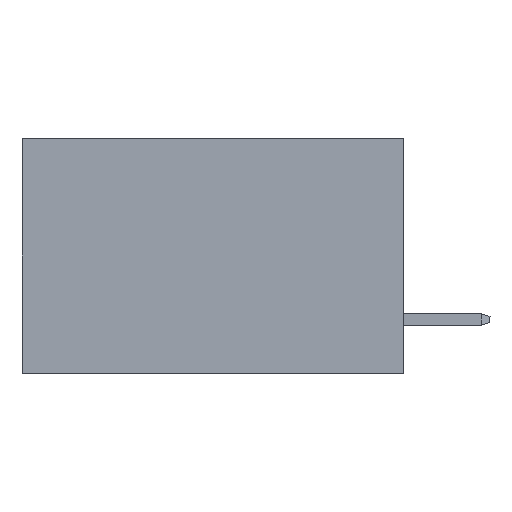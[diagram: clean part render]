
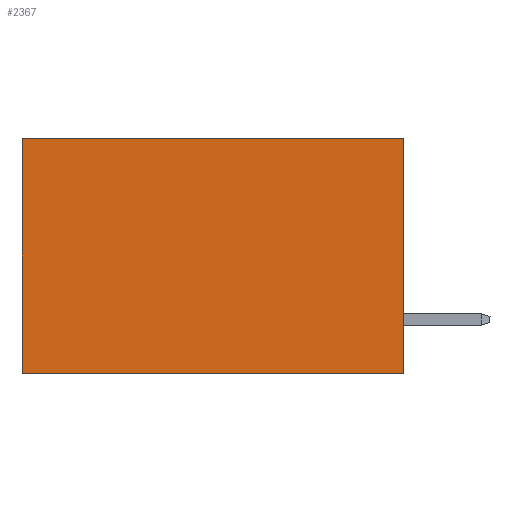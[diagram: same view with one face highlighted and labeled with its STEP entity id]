
A CAD part, left-side view. The second image highlights one B-rep face of the part: STEP entity #2367.
In plain terms, the highlighted planar face has unit normal (-1, 0, 0).
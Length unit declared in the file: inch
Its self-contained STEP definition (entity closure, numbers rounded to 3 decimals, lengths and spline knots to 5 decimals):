
#867 = ORIENTED_EDGE ( 'NONE', *, *, #5761, .T. ) ;
#987 = DIRECTION ( 'NONE',  ( 0., 1., 0. ) ) ;
#1104 = EDGE_LOOP ( 'NONE', ( #3622, #7329, #3759, #867 ) ) ;
#1362 = FACE_OUTER_BOUND ( 'NONE', #1104, .T. ) ;
#1710 = VERTEX_POINT ( 'NONE', #5743 ) ;
#2029 = DIRECTION ( 'NONE',  ( 0., 0., -1. ) ) ;
#2367 = ADVANCED_FACE ( 'NONE', ( #1362 ), #10247, .F. ) ;
#2544 = EDGE_CURVE ( 'NONE', #10356, #9624, #10731, .T. ) ;
#2737 = VECTOR ( 'NONE', #987, 39.37008 ) ;
#2842 = CARTESIAN_POINT ( 'NONE',  ( 0.2875, 0.6, -0.37 ) ) ;
#3622 = ORIENTED_EDGE ( 'NONE', *, *, #2544, .T. ) ;
#3759 = ORIENTED_EDGE ( 'NONE', *, *, #11317, .F. ) ;
#3954 = LINE ( 'NONE', #9369, #7241 ) ;
#4675 = VECTOR ( 'NONE', #7237, 39.37008 ) ;
#5408 = LINE ( 'NONE', #5460, #2737 ) ;
#5460 = CARTESIAN_POINT ( 'NONE',  ( 0.2875, 0., -0.37 ) ) ;
#5743 = CARTESIAN_POINT ( 'NONE',  ( 0.2875, 0., -0.37 ) ) ;
#5756 = DIRECTION ( 'NONE',  ( 0., 0., -1. ) ) ;
#5761 = EDGE_CURVE ( 'NONE', #9835, #10356, #9291, .T. ) ;
#6166 = AXIS2_PLACEMENT_3D ( 'NONE', #7376, #9333, #2029 ) ;
#7237 = DIRECTION ( 'NONE',  ( 0., 0., -1. ) ) ;
#7241 = VECTOR ( 'NONE', #5756, 39.37008 ) ;
#7329 = ORIENTED_EDGE ( 'NONE', *, *, #10082, .F. ) ;
#7376 = CARTESIAN_POINT ( 'NONE',  ( 0.2875, 0., 0. ) ) ;
#7456 = DIRECTION ( 'NONE',  ( 0., 1., 0. ) ) ;
#7518 = CARTESIAN_POINT ( 'NONE',  ( 0.2875, 0., 0. ) ) ;
#7833 = VECTOR ( 'NONE', #7456, 39.37008 ) ;
#8132 = CARTESIAN_POINT ( 'NONE',  ( 0.2875, 0.6, 0. ) ) ;
#9291 = LINE ( 'NONE', #7518, #7833 ) ;
#9333 = DIRECTION ( 'NONE',  ( 1., 0., 0. ) ) ;
#9369 = CARTESIAN_POINT ( 'NONE',  ( 0.2875, 0., 0. ) ) ;
#9624 = VERTEX_POINT ( 'NONE', #2842 ) ;
#9835 = VERTEX_POINT ( 'NONE', #10276 ) ;
#10082 = EDGE_CURVE ( 'NONE', #1710, #9624, #5408, .T. ) ;
#10247 = PLANE ( 'NONE',  #6166 ) ;
#10276 = CARTESIAN_POINT ( 'NONE',  ( 0.2875, 0., 0. ) ) ;
#10356 = VERTEX_POINT ( 'NONE', #11394 ) ;
#10731 = LINE ( 'NONE', #8132, #4675 ) ;
#11317 = EDGE_CURVE ( 'NONE', #9835, #1710, #3954, .T. ) ;
#11394 = CARTESIAN_POINT ( 'NONE',  ( 0.2875, 0.6, 0. ) ) ;
